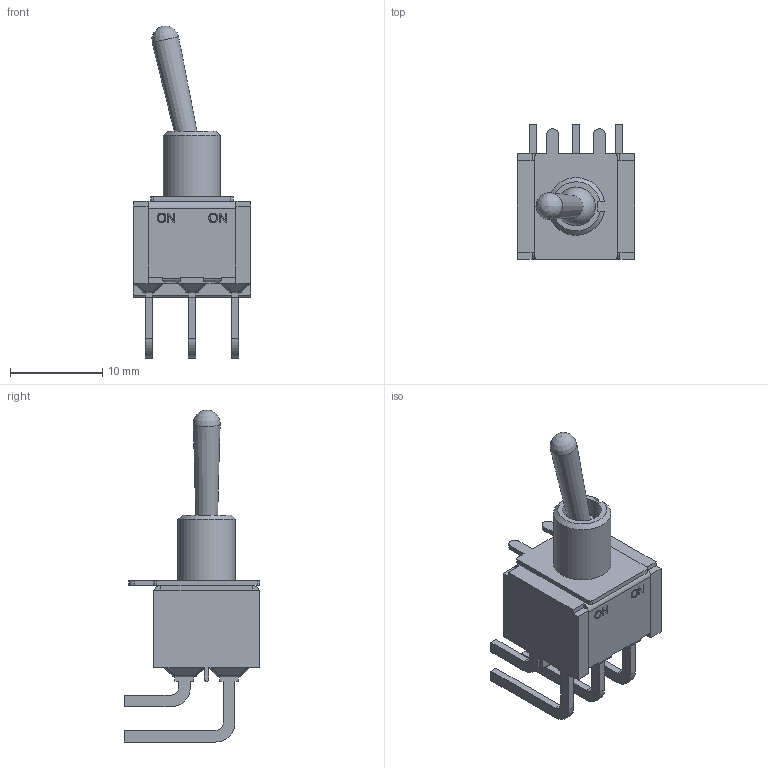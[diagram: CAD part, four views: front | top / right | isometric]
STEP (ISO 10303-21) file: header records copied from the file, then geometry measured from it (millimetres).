
FILE_DESCRIPTION(/* description */ (''),/* implementation_level */ '2;1');
FILE_NAME(/* name */ '100DPxT1B4M6xE.stp',/* time_stamp */ '2025-04-30T15:54:34-05:00',/* author */ ('mroman'),/* organization */ (''),/* preprocessor_version */ 'ST-DEVELOPER v18.1',/* originating_system */ 'Autodesk Inventor 2022',/* authorisation */ '');
FILE_SCHEMA (('AUTOMOTIVE_DESIGN { 1 0 10303 214 3 1 1 }'));
Length unit declared in the file: inch
Products named in the file (1): 100DPxT1B4M6xE
Bounding box: 12.7 x 14.61 x 35.91 mm (x, y, z)
Volume: 1041 mm3; surface area: 2234.9 mm2
Topology: 1 solids, 3 shells, 450 faces, 1178 edges, 730 vertices
Faces by surface type: plane 323, cylinder 81, sphere 26, bspline 17, cone 3
Full cylindrical faces by diameter (mm): 1.65 x1, 4.2 x2
Entity records: 13633 total; most frequent: CARTESIAN_POINT 2653, ORIENTED_EDGE 2308, DIRECTION 2189, EDGE_CURVE 1154, LINE 917, VECTOR 917, VERTEX_POINT 730, AXIS2_PLACEMENT_3D 636
